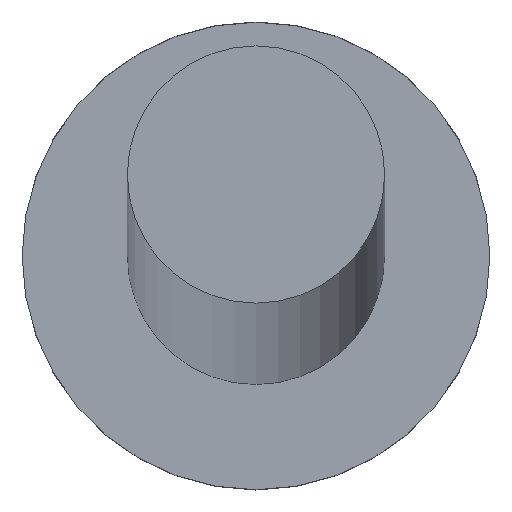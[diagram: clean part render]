
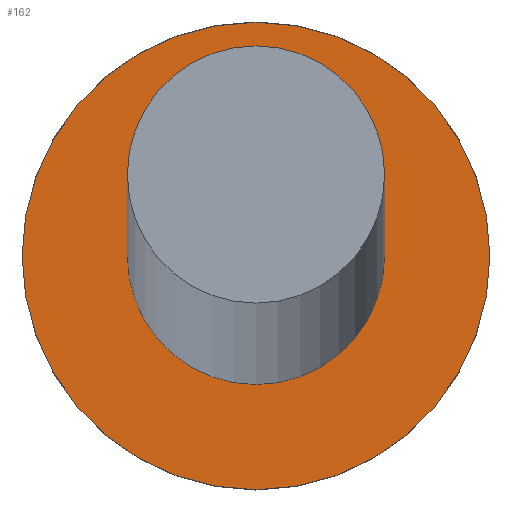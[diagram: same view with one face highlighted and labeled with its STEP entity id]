
A CAD part, top view. The second image highlights one B-rep face of the part: STEP entity #162.
In plain terms, the highlighted planar face has unit normal (0, 0, 1).
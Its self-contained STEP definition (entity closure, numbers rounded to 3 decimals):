
#14 = CARTESIAN_POINT ( 'NONE',  ( -2.75, 0., 3. ) ) ;
#23 = EDGE_CURVE ( 'NONE', #244, #213, #85, .T. ) ;
#28 = AXIS2_PLACEMENT_3D ( 'NONE', #128, #33, #71 ) ;
#33 = DIRECTION ( 'NONE',  ( 0., 0., 1. ) ) ;
#35 = CARTESIAN_POINT ( 'NONE',  ( -5., 0., 3. ) ) ;
#44 = AXIS2_PLACEMENT_3D ( 'NONE', #211, #130, #154 ) ;
#52 = PLANE ( 'NONE',  #28 ) ;
#53 = EDGE_LOOP ( 'NONE', ( #156, #115 ) ) ;
#55 = FACE_BOUND ( 'NONE', #174, .T. ) ;
#63 = EDGE_CURVE ( 'NONE', #196, #97, #237, .T. ) ;
#71 = DIRECTION ( 'NONE',  ( 1., 0., 0. ) ) ;
#85 = CIRCLE ( 'NONE', #185, 2.75 ) ;
#97 = VERTEX_POINT ( 'NONE', #171 ) ;
#100 = DIRECTION ( 'NONE',  ( 0., 0., 1. ) ) ;
#108 = AXIS2_PLACEMENT_3D ( 'NONE', #145, #222, #113 ) ;
#113 = DIRECTION ( 'NONE',  ( 1., 0., 0. ) ) ;
#115 = ORIENTED_EDGE ( 'NONE', *, *, #143, .T. ) ;
#122 = DIRECTION ( 'NONE',  ( 0., 0., 1. ) ) ;
#128 = CARTESIAN_POINT ( 'NONE',  ( 0., 0., 3. ) ) ;
#130 = DIRECTION ( 'NONE',  ( 0., 0., 1. ) ) ;
#131 = EDGE_CURVE ( 'NONE', #213, #244, #152, .T. ) ;
#137 = DIRECTION ( 'NONE',  ( 1., 0., 0. ) ) ;
#140 = ORIENTED_EDGE ( 'NONE', *, *, #23, .F. ) ;
#143 = EDGE_CURVE ( 'NONE', #97, #196, #221, .T. ) ;
#145 = CARTESIAN_POINT ( 'NONE',  ( 0., 0., 3. ) ) ;
#148 = CARTESIAN_POINT ( 'NONE',  ( 2.75, 0., 3. ) ) ;
#152 = CIRCLE ( 'NONE', #44, 2.75 ) ;
#154 = DIRECTION ( 'NONE',  ( 1., 0., 0. ) ) ;
#156 = ORIENTED_EDGE ( 'NONE', *, *, #63, .T. ) ;
#162 = ADVANCED_FACE ( 'NONE', ( #55, #239 ), #52, .T. ) ;
#171 = CARTESIAN_POINT ( 'NONE',  ( 5., 0., 3. ) ) ;
#174 = EDGE_LOOP ( 'NONE', ( #190, #140 ) ) ;
#182 = CARTESIAN_POINT ( 'NONE',  ( 0., 0., 3. ) ) ;
#185 = AXIS2_PLACEMENT_3D ( 'NONE', #218, #122, #137 ) ;
#190 = ORIENTED_EDGE ( 'NONE', *, *, #131, .F. ) ;
#196 = VERTEX_POINT ( 'NONE', #35 ) ;
#205 = AXIS2_PLACEMENT_3D ( 'NONE', #182, #100, #254 ) ;
#211 = CARTESIAN_POINT ( 'NONE',  ( 0., 0., 3. ) ) ;
#213 = VERTEX_POINT ( 'NONE', #14 ) ;
#218 = CARTESIAN_POINT ( 'NONE',  ( 0., 0., 3. ) ) ;
#221 = CIRCLE ( 'NONE', #108, 5. ) ;
#222 = DIRECTION ( 'NONE',  ( 0., 0., 1. ) ) ;
#237 = CIRCLE ( 'NONE', #205, 5. ) ;
#239 = FACE_OUTER_BOUND ( 'NONE', #53, .T. ) ;
#244 = VERTEX_POINT ( 'NONE', #148 ) ;
#254 = DIRECTION ( 'NONE',  ( 1., 0., 0. ) ) ;
